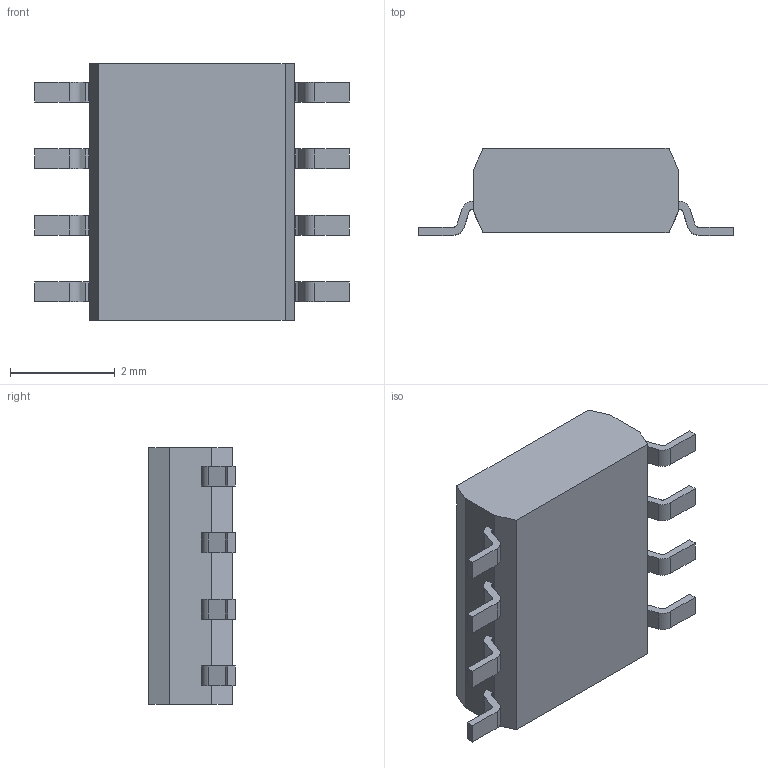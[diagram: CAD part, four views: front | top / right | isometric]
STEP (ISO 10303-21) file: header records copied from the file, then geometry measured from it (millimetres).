
FILE_DESCRIPTION (( 'STEP AP214' ), '1' );
FILE_NAME ( 'SOP127P599X165-9N.step', '2020-10-11T6:48:50', ( '' ), ( '' ), 'EDABuilder', 'EMA Design Automation', '' );
FILE_SCHEMA (( 'AUTOMOTIVE_DESIGN' ));
Length unit declared in the file: millimetre
Products named in the file (1): face1_BC
Bounding box: 6 x 1.65 x 4.89 mm (x, y, z)
Volume: 30.6 mm3; surface area: 75.7 mm2
Topology: 9 solids, 9 shells, 122 faces, 312 edges, 208 vertices
Faces by surface type: plane 90, cylinder 32
Entity records: 3917 total; most frequent: CARTESIAN_POINT 652, DIRECTION 640, ORIENTED_EDGE 624, EDGE_CURVE 312, LINE 248, VECTOR 248, VERTEX_POINT 208, AXIS2_PLACEMENT_3D 196
